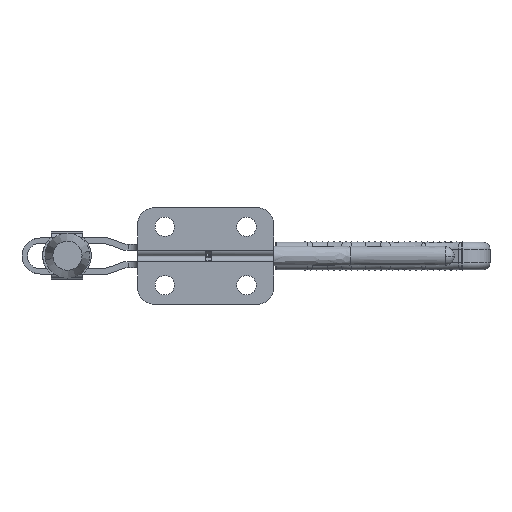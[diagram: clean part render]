
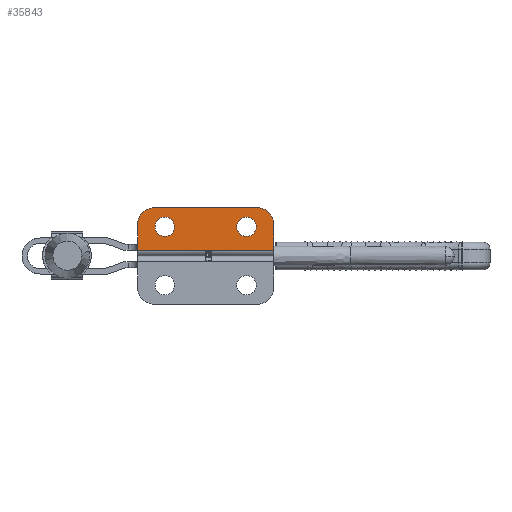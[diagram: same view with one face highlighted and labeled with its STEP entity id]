
A CAD part, front view. The second image highlights one B-rep face of the part: STEP entity #35843.
In plain terms, the highlighted planar face has unit normal (0, -1, 0).
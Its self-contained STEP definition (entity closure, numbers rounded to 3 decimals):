
#31234 = CARTESIAN_POINT ( 'NONE',  ( 70., 0., 3. ) ) ;
#33766 = DIRECTION ( 'NONE',  ( 0., 0., 1. ) ) ;
#33768 = DIRECTION ( 'NONE',  ( 0., 1., 0. ) ) ;
#33778 = FACE_BOUND ( 'NONE', #42055, .T. ) ;
#33779 = AXIS2_PLACEMENT_3D ( 'NONE', #33794, #33768, #33766 ) ;
#33783 = FACE_BOUND ( 'NONE', #41088, .T. ) ;
#33786 = FACE_OUTER_BOUND ( 'NONE', #35201, .T. ) ;
#33791 = PLANE ( 'NONE',  #33779 ) ;
#33794 = CARTESIAN_POINT ( 'NONE',  ( 0., 0., 3. ) ) ;
#33906 = CARTESIAN_POINT ( 'NONE',  ( 70., 0., 16. ) ) ;
#35201 = EDGE_LOOP ( 'NONE', ( #41543, #41476, #41463, #41090, #41546, #41001 ) ) ;
#35274 = VERTEX_POINT ( 'NONE', #31234 ) ;
#35843 = ADVANCED_FACE ( 'NONE', ( #33786, #33783, #33778 ), #33791, .F. ) ;
#35862 = VERTEX_POINT ( 'NONE', #33906 ) ;
#36016 = DIRECTION ( 'NONE',  ( 0., 0., -1. ) ) ;
#36018 = VECTOR ( 'NONE', #36016, 1000. ) ;
#36019 = CARTESIAN_POINT ( 'NONE',  ( 70., 0., 3. ) ) ;
#36021 = LINE ( 'NONE', #36019, #36018 ) ;
#36298 = EDGE_CURVE ( 'NONE', #35862, #35274, #36021, .T. ) ;
#36391 = VERTEX_POINT ( 'NONE', #36497 ) ;
#36402 = EDGE_CURVE ( 'NONE', #36391, #35274, #36465, .T. ) ;
#36461 = DIRECTION ( 'NONE',  ( 1., 0., 0. ) ) ;
#36462 = VECTOR ( 'NONE', #36461, 1000. ) ;
#36463 = CARTESIAN_POINT ( 'NONE',  ( 0., 0., 3. ) ) ;
#36465 = LINE ( 'NONE', #36463, #36462 ) ;
#36497 = CARTESIAN_POINT ( 'NONE',  ( 0., 0., 3. ) ) ;
#40577 = VERTEX_POINT ( 'NONE', #64406 ) ;
#41001 = ORIENTED_EDGE ( 'NONE', *, *, #41080, .F. ) ;
#41051 = EDGE_CURVE ( 'NONE', #41536, #41475, #65986, .T. ) ;
#41062 = EDGE_CURVE ( 'NONE', #83197, #83235, #65425, .T. ) ;
#41069 = EDGE_CURVE ( 'NONE', #40577, #36391, #66105, .T. ) ;
#41080 = EDGE_CURVE ( 'NONE', #40577, #41536, #66089, .T. ) ;
#41088 = EDGE_LOOP ( 'NONE', ( #42051, #42043 ) ) ;
#41090 = ORIENTED_EDGE ( 'NONE', *, *, #41588, .F. ) ;
#41463 = ORIENTED_EDGE ( 'NONE', *, *, #36298, .F. ) ;
#41475 = VERTEX_POINT ( 'NONE', #67056 ) ;
#41476 = ORIENTED_EDGE ( 'NONE', *, *, #36402, .T. ) ;
#41536 = VERTEX_POINT ( 'NONE', #67169 ) ;
#41543 = ORIENTED_EDGE ( 'NONE', *, *, #41069, .T. ) ;
#41546 = ORIENTED_EDGE ( 'NONE', *, *, #41051, .F. ) ;
#41565 = EDGE_CURVE ( 'NONE', #83247, #83257, #67262, .T. ) ;
#41588 = EDGE_CURVE ( 'NONE', #41475, #35862, #67359, .T. ) ;
#42043 = ORIENTED_EDGE ( 'NONE', *, *, #41565, .T. ) ;
#42049 = ORIENTED_EDGE ( 'NONE', *, *, #41062, .T. ) ;
#42051 = ORIENTED_EDGE ( 'NONE', *, *, #83255, .T. ) ;
#42055 = EDGE_LOOP ( 'NONE', ( #42057, #42049 ) ) ;
#42057 = ORIENTED_EDGE ( 'NONE', *, *, #83231, .T. ) ;
#64406 = CARTESIAN_POINT ( 'NONE',  ( 0., 0., 16. ) ) ;
#65425 = CIRCLE ( 'NONE', #65559, 5. ) ;
#65437 = DIRECTION ( 'NONE',  ( 0., 0., 1. ) ) ;
#65439 = CARTESIAN_POINT ( 'NONE',  ( 56., 0., 15. ) ) ;
#65559 = AXIS2_PLACEMENT_3D ( 'NONE', #65439, #65568, #65437 ) ;
#65568 = DIRECTION ( 'NONE',  ( 0., 1., 0. ) ) ;
#65968 = CARTESIAN_POINT ( 'NONE',  ( 9., 0., 25. ) ) ;
#65980 = DIRECTION ( 'NONE',  ( 1., 0., 0. ) ) ;
#65981 = VECTOR ( 'NONE', #65980, 1000. ) ;
#65986 = LINE ( 'NONE', #65968, #65981 ) ;
#66083 = DIRECTION ( 'NONE',  ( 0., 0., 1. ) ) ;
#66084 = DIRECTION ( 'NONE',  ( 0., 1., 0. ) ) ;
#66085 = CARTESIAN_POINT ( 'NONE',  ( 9., 0., 16. ) ) ;
#66086 = AXIS2_PLACEMENT_3D ( 'NONE', #66085, #66084, #66083 ) ;
#66089 = CIRCLE ( 'NONE', #66086, 9. ) ;
#66091 = DIRECTION ( 'NONE',  ( 0., 0., -1. ) ) ;
#66092 = VECTOR ( 'NONE', #66091, 1000. ) ;
#66098 = CARTESIAN_POINT ( 'NONE',  ( 0., 0., 3. ) ) ;
#66105 = LINE ( 'NONE', #66098, #66092 ) ;
#67056 = CARTESIAN_POINT ( 'NONE',  ( 61., 0., 25. ) ) ;
#67169 = CARTESIAN_POINT ( 'NONE',  ( 9., 0., 25. ) ) ;
#67254 = CARTESIAN_POINT ( 'NONE',  ( 14., 0., 15. ) ) ;
#67259 = DIRECTION ( 'NONE',  ( 0., 0., 1. ) ) ;
#67260 = DIRECTION ( 'NONE',  ( 0., 1., 0. ) ) ;
#67261 = AXIS2_PLACEMENT_3D ( 'NONE', #67254, #67260, #67259 ) ;
#67262 = CIRCLE ( 'NONE', #67261, 5. ) ;
#67355 = DIRECTION ( 'NONE',  ( 0., 0., 1. ) ) ;
#67356 = DIRECTION ( 'NONE',  ( 0., 1., 0. ) ) ;
#67357 = CARTESIAN_POINT ( 'NONE',  ( 61., 0., 16. ) ) ;
#67358 = AXIS2_PLACEMENT_3D ( 'NONE', #67357, #67356, #67355 ) ;
#67359 = CIRCLE ( 'NONE', #67358, 9. ) ;
#80170 = CARTESIAN_POINT ( 'NONE',  ( 56., 0., 20. ) ) ;
#80208 = DIRECTION ( 'NONE',  ( 0., 0., 1. ) ) ;
#80209 = DIRECTION ( 'NONE',  ( 0., 1., 0. ) ) ;
#80222 = CIRCLE ( 'NONE', #80227, 5. ) ;
#80225 = CARTESIAN_POINT ( 'NONE',  ( 56., 0., 15. ) ) ;
#80227 = AXIS2_PLACEMENT_3D ( 'NONE', #80225, #80209, #80208 ) ;
#80232 = CARTESIAN_POINT ( 'NONE',  ( 56., 0., 10. ) ) ;
#80238 = DIRECTION ( 'NONE',  ( 0., 0., 1. ) ) ;
#80239 = DIRECTION ( 'NONE',  ( 0., 1., 0. ) ) ;
#80241 = CARTESIAN_POINT ( 'NONE',  ( 14., 0., 10. ) ) ;
#80246 = AXIS2_PLACEMENT_3D ( 'NONE', #80252, #80239, #80238 ) ;
#80252 = CARTESIAN_POINT ( 'NONE',  ( 14., 0., 15. ) ) ;
#80260 = CIRCLE ( 'NONE', #80246, 5. ) ;
#80262 = CARTESIAN_POINT ( 'NONE',  ( 14., 0., 20. ) ) ;
#83197 = VERTEX_POINT ( 'NONE', #80170 ) ;
#83231 = EDGE_CURVE ( 'NONE', #83235, #83197, #80222, .T. ) ;
#83235 = VERTEX_POINT ( 'NONE', #80232 ) ;
#83247 = VERTEX_POINT ( 'NONE', #80262 ) ;
#83255 = EDGE_CURVE ( 'NONE', #83257, #83247, #80260, .T. ) ;
#83257 = VERTEX_POINT ( 'NONE', #80241 ) ;
